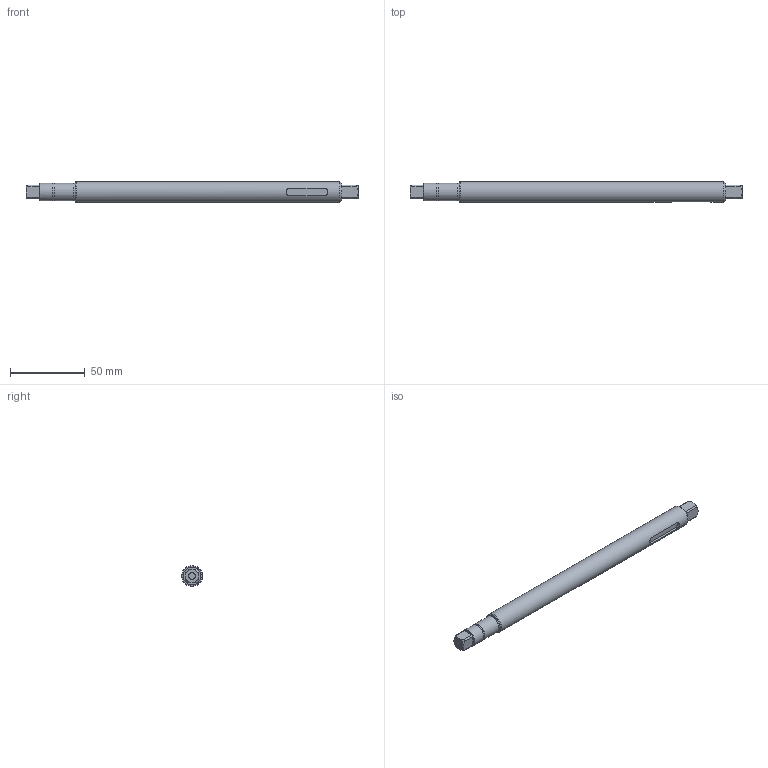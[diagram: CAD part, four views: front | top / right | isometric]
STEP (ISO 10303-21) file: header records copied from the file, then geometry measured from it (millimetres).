
FILE_DESCRIPTION(/* description */ (''),/* implementation_level */ '2;1');
FILE_NAME(/* name */ '425995230_A.stp',/* time_stamp */ '2021-02-04T09:42:17+01:00',/* author */ (''),/* organization */ (''),/* preprocessor_version */ 'ST-DEVELOPER v16.7',/* originating_system */ 'SIEMENS PLM Software NX 12.0',/* authorisation */ '');
FILE_SCHEMA (('AUTOMOTIVE_DESIGN { 1 0 10303 214 3 1 1 1 }'));
Length unit declared in the file: millimetre
Products named in the file (1): 425995230_DES_002
Bounding box: 222 x 14 x 14 mm (x, y, z)
Volume: 31412 mm3; surface area: 10479.9 mm2
Topology: 3 solids, 3 shells, 60 faces, 134 edges, 86 vertices
Faces by surface type: plane 26, cylinder 19, cone 15
Full cylindrical faces by diameter (mm): 4.2 x2, 5.2 x2, 11.5 x1, 11.8 x1, 12 x2, 14 x1
Entity records: 1633 total; most frequent: CARTESIAN_POINT 359, DIRECTION 266, ORIENTED_EDGE 220, AXIS2_PLACEMENT_3D 113, EDGE_CURVE 110, EDGE_LOOP 82, VERTEX_POINT 80, ADVANCED_FACE 60
